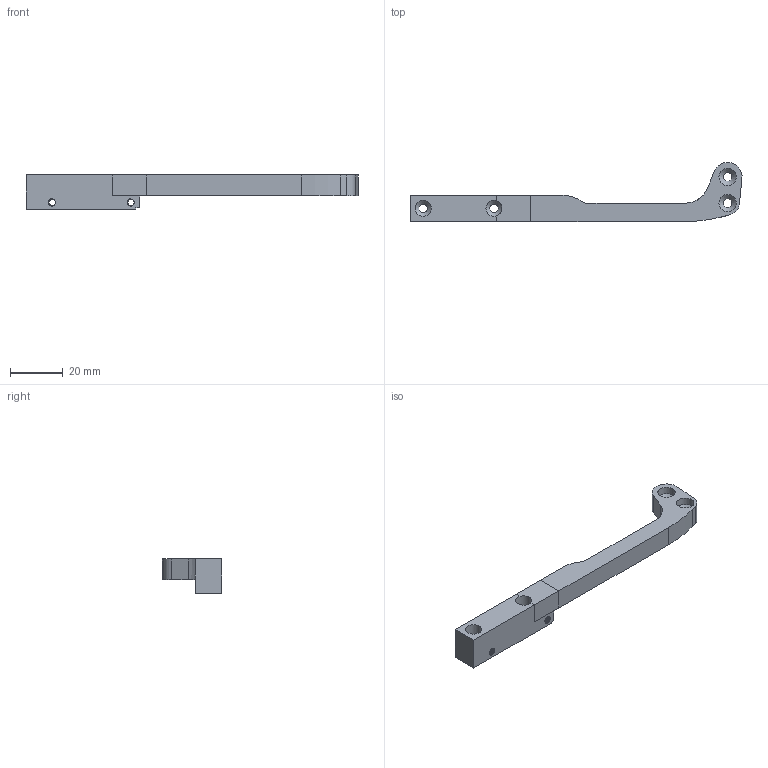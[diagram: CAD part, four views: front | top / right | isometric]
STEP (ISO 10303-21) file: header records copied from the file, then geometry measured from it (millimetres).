
FILE_DESCRIPTION(('FreeCAD Model'),'2;1');
FILE_NAME('Open CASCADE Shape Model','2023-09-04T17:02:08',(''),(''), 'Open CASCADE STEP processor 7.6','FreeCAD','Unknown');
FILE_SCHEMA(('AUTOMOTIVE_DESIGN { 1 0 10303 214 1 1 1 1 }'));
Length unit declared in the file: millimetre
Products named in the file (1): Pocket053032670
Bounding box: 126.49 x 22.5 x 13 mm (x, y, z)
Volume: 10744.3 mm3; surface area: 6014.2 mm2
Topology: 1 solids, 1 shells, 211 faces, 456 edges, 246 vertices
Faces by surface type: bspline 126, cylinder 57, plane 21, cone 7
Full cylindrical faces by diameter (mm): 2.52 x38, 3.4 x4, 6.1 x2, 6.6 x2
Entity records: 37307 total; most frequent: CARTESIAN_POINT 29633, ORIENTED_EDGE 912, PCURVE 912, DEFINITIONAL_REPRESENTATION 912, DIRECTION 831, B_SPLINE_CURVE_WITH_KNOTS 735, LINE 562, VECTOR 562
